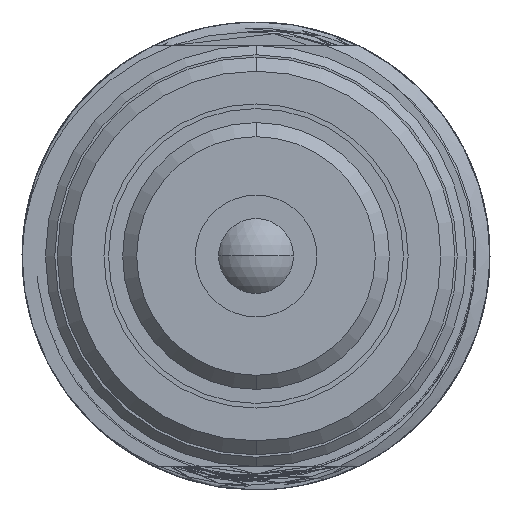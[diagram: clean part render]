
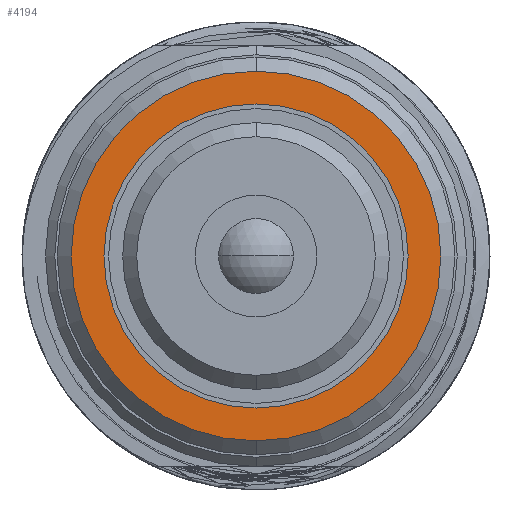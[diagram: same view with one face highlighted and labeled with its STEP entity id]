
A CAD part, left-side view. The second image highlights one B-rep face of the part: STEP entity #4194.
In plain terms, the highlighted planar face has unit normal (-1, 0, 0).
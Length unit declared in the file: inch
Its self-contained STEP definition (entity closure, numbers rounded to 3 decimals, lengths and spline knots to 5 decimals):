
#31 = DIRECTION ( 'NONE',  ( 1., 0., 0. ) ) ;
#471 = DIRECTION ( 'NONE',  ( -1., 0., 0. ) ) ;
#476 = CIRCLE ( 'NONE', #17772, 0.15551 ) ;
#1415 = ORIENTED_EDGE ( 'NONE', *, *, #19102, .F. ) ;
#1764 = DIRECTION ( 'NONE',  ( -1., 0., 0. ) ) ;
#2043 = CARTESIAN_POINT ( 'NONE',  ( 0.1811, 0., 0. ) ) ;
#2634 = AXIS2_PLACEMENT_3D ( 'NONE', #2043, #11749, #8461 ) ;
#3419 = DIRECTION ( 'NONE',  ( 0., 0., 1. ) ) ;
#3558 = ORIENTED_EDGE ( 'NONE', *, *, #8918, .T. ) ;
#4194 = ADVANCED_FACE ( 'NONE', ( #13583, #18334 ), #14667, .F. ) ;
#4264 = CARTESIAN_POINT ( 'NONE',  ( 0.1811, 0., -0.12795 ) ) ;
#4301 = CIRCLE ( 'NONE', #11897, 0.15551 ) ;
#5687 = VERTEX_POINT ( 'NONE', #17722 ) ;
#5915 = DIRECTION ( 'NONE',  ( 0., 0., 1. ) ) ;
#6240 = VERTEX_POINT ( 'NONE', #15753 ) ;
#6450 = CIRCLE ( 'NONE', #2634, 0.12795 ) ;
#6514 = AXIS2_PLACEMENT_3D ( 'NONE', #11291, #31, #12949 ) ;
#6761 = CARTESIAN_POINT ( 'NONE',  ( 0.1811, 0., 0. ) ) ;
#7441 = EDGE_LOOP ( 'NONE', ( #13202, #3558 ) ) ;
#7748 = DIRECTION ( 'NONE',  ( -1., 0., 0. ) ) ;
#8165 = AXIS2_PLACEMENT_3D ( 'NONE', #6761, #471, #3419 ) ;
#8461 = DIRECTION ( 'NONE',  ( 0., 0., 1. ) ) ;
#8918 = EDGE_CURVE ( 'NONE', #6240, #18960, #4301, .T. ) ;
#9633 = CARTESIAN_POINT ( 'NONE',  ( 0.1811, 0., -0.15551 ) ) ;
#9928 = EDGE_LOOP ( 'NONE', ( #1415, #18400 ) ) ;
#10815 = CARTESIAN_POINT ( 'NONE',  ( 0.1811, 0., 0. ) ) ;
#11276 = CARTESIAN_POINT ( 'NONE',  ( 0.1811, 0., 0. ) ) ;
#11291 = CARTESIAN_POINT ( 'NONE',  ( 0.1811, 0.15551, 0. ) ) ;
#11694 = EDGE_CURVE ( 'NONE', #18960, #6240, #476, .T. ) ;
#11749 = DIRECTION ( 'NONE',  ( -1., 0., 0. ) ) ;
#11897 = AXIS2_PLACEMENT_3D ( 'NONE', #10815, #7748, #5915 ) ;
#12949 = DIRECTION ( 'NONE',  ( 0., 1., 0. ) ) ;
#13202 = ORIENTED_EDGE ( 'NONE', *, *, #11694, .T. ) ;
#13423 = EDGE_CURVE ( 'NONE', #15627, #5687, #6450, .T. ) ;
#13583 = FACE_OUTER_BOUND ( 'NONE', #7441, .T. ) ;
#14667 = PLANE ( 'NONE',  #6514 ) ;
#15627 = VERTEX_POINT ( 'NONE', #4264 ) ;
#15753 = CARTESIAN_POINT ( 'NONE',  ( 0.1811, 0., 0.15551 ) ) ;
#16647 = CIRCLE ( 'NONE', #8165, 0.12795 ) ;
#17722 = CARTESIAN_POINT ( 'NONE',  ( 0.1811, 0., 0.12795 ) ) ;
#17772 = AXIS2_PLACEMENT_3D ( 'NONE', #11276, #1764, #20750 ) ;
#18334 = FACE_BOUND ( 'NONE', #9928, .T. ) ;
#18400 = ORIENTED_EDGE ( 'NONE', *, *, #13423, .F. ) ;
#18960 = VERTEX_POINT ( 'NONE', #9633 ) ;
#19102 = EDGE_CURVE ( 'NONE', #5687, #15627, #16647, .T. ) ;
#20750 = DIRECTION ( 'NONE',  ( 0., 0., 1. ) ) ;
